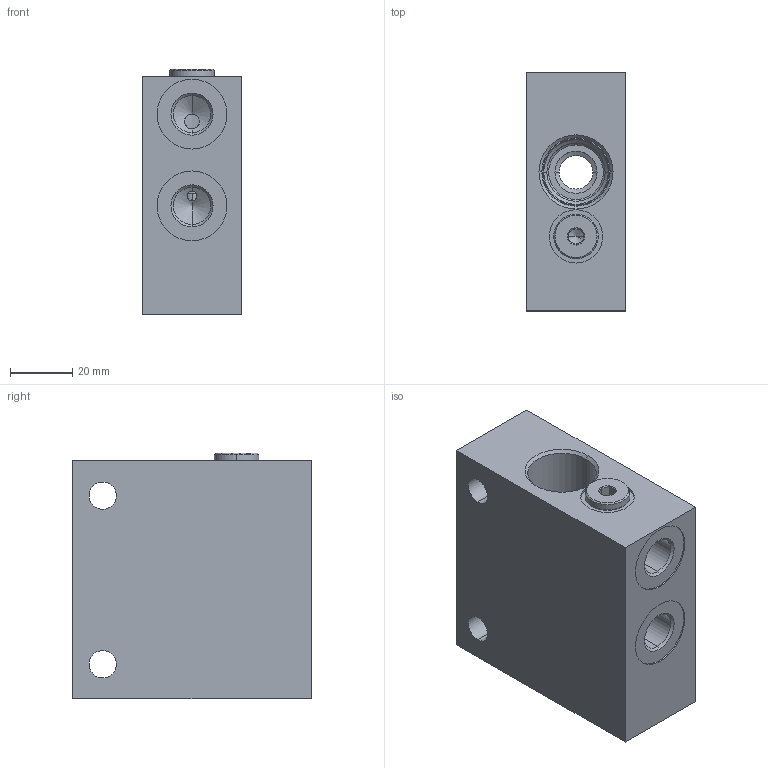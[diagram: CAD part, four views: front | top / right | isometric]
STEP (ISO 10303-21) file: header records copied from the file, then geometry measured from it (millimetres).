
FILE_DESCRIPTION((''),'2;1');
FILE_NAME('EGT_ASM','2022-07-06T',('ProEService'),(''),'PRO/ENGINEER BY PARAMETRIC TECHNOLOGY CORPORATION, 2014200','PRO/ENGINEER BY PARAMETRIC TECHNOLOGY CORPORATION, 2014200','');
FILE_SCHEMA(('CONFIG_CONTROL_DESIGN'));
Length unit declared in the file: inch
Products named in the file (4): 150-544-007; CSZNXXN; A330-006-004; EGT_ASM
Assembly tree (3 placements, depth 2):
  EGT_ASM
    150-544-007
    CSZNXXN
    A330-006-004
Bounding box: 31.75 x 76.2 x 78.71 mm (x, y, z)
Volume: 153390.1 mm3; surface area: 32576.1 mm2
Topology: 6 solids, 7 shells, 330 faces, 940 edges, 716 vertices
Faces by surface type: cylinder 120, cone 76, torus 62, plane 60, revolution 8, sphere 4
Entity records: 12403 total; most frequent: CARTESIAN_POINT 3808, DIRECTION 1919, ORIENTED_EDGE 1446, AXIS2_PLACEMENT_3D 730, EDGE_CURVE 723, VECTOR 451, LINE 451, VERTEX_POINT 420
